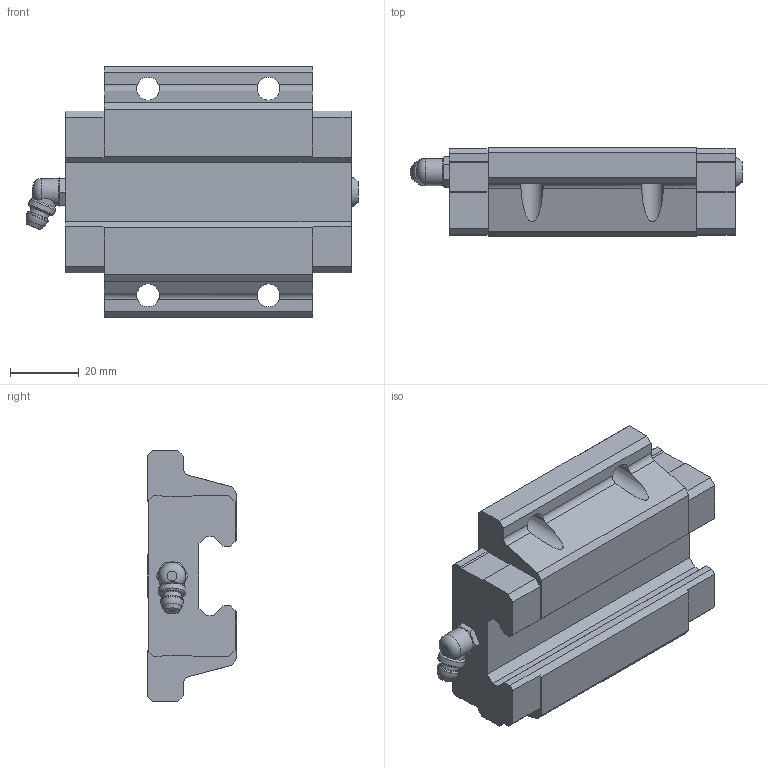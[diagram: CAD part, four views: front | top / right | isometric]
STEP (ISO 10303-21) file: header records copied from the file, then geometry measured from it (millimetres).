
FILE_DESCRIPTION(/* description */ ('STEP AP214'),/* implementation_level */ '2;1');
FILE_NAME(/* name */ 'LSD25BK-F1N-N-B-M6',/* time_stamp */ '2022-10-07T20:46:21+02:00',/* author */ ('License CC BY-ND 4.0'),/* organization */ ('CADENAS'),/* preprocessor_version */ 'ST-DEVELOPER v18.102',/* originating_system */ 'PARTsolutions',/* authorisation */ ' ');
FILE_SCHEMA (('AP203_CONFIGURATION_CONTROLLED_3D_DESIGN_OF_MECHANICAL_PARTS_AND_ASSEMBLIES_MIM_LF { 1 0 10303 203 3 1 4 }','FEATURE_BASED_PROCESS_PLANNING','TECHNICAL_DATA_PACKAGING','AUTOMOTIVE_DESIGN {1 0 10303 214 3 1 1}'));
Length unit declared in the file: millimetre
Products named in the file (1): LSD25BK-F1N-N-B-M6
Bounding box: 96.46 x 26 x 73 mm (x, y, z)
Volume: 104001.6 mm3; surface area: 20393 mm2
Topology: 1 solids, 1 shells, 125 faces, 357 edges, 234 vertices
Faces by surface type: plane 95, cylinder 16, cone 8, torus 5, sphere 1
Full cylindrical faces by diameter (mm): 5.5 x1, 6.6 x1, 6.647 x4, 7.85 x1, 8 x1
Entity records: 3922 total; most frequent: CARTESIAN_POINT 777, ORIENTED_EDGE 652, DIRECTION 596, EDGE_CURVE 326, LINE 256, VECTOR 256, VERTEX_POINT 225, AXIS2_PLACEMENT_3D 170
